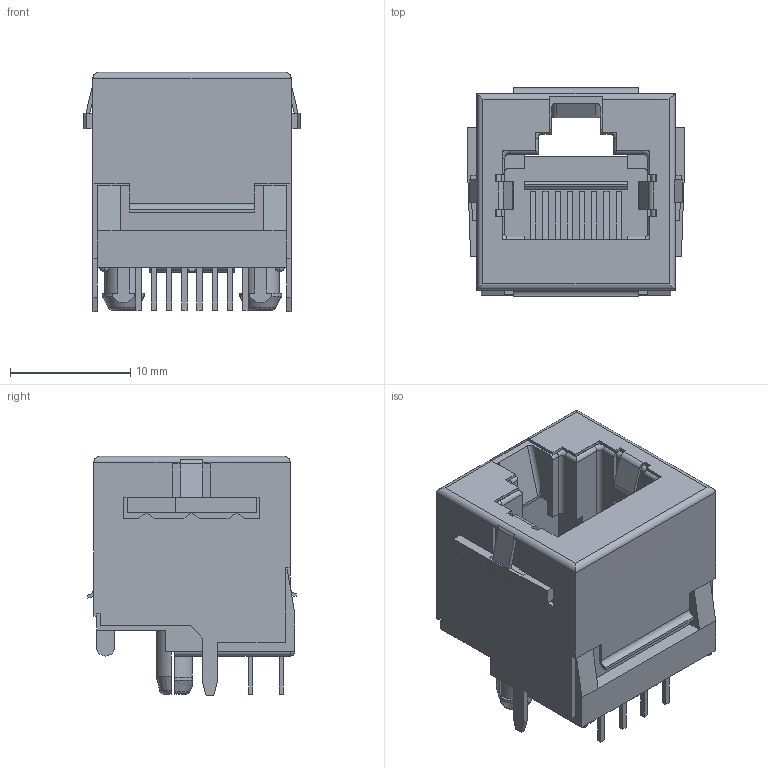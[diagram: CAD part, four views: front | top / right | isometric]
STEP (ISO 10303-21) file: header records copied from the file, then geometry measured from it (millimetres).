
FILE_DESCRIPTION(('STEP AP242'),'1');
FILE_NAME('5557969-1.stp','2022-08-25T12:57:49',('TraceParts'),('TraceParts S.A.'),'Spatial InterOp 3D',' ',' ');
FILE_SCHEMA(('AP242_MANAGED_MODEL_BASED_3D_ENGINEERING_MIM_LF {1 0 10303 442 1 1 4}'));
Length unit declared in the file: millimetre
Products named in the file (1): 5557969-1
Bounding box: 18.03 x 17.39 x 19.93 mm (x, y, z)
Volume: 2617.2 mm3; surface area: 2957.4 mm2
Topology: 1 solids, 1 shells, 454 faces, 1278 edges, 830 vertices
Faces by surface type: plane 356, cylinder 76, torus 14, sphere 4, cone 4
Entity records: 10474 total; most frequent: ORIENTED_EDGE 2556, CARTESIAN_POINT 1699, EDGE_CURVE 1278, LINE 1036, VERTEX_POINT 830, AXIS2_PLACEMENT_3D 531, EDGE_LOOP 480, ADVANCED_FACE 454
